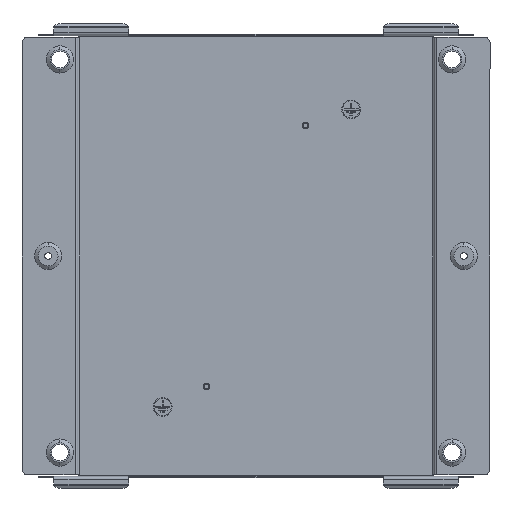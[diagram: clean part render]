
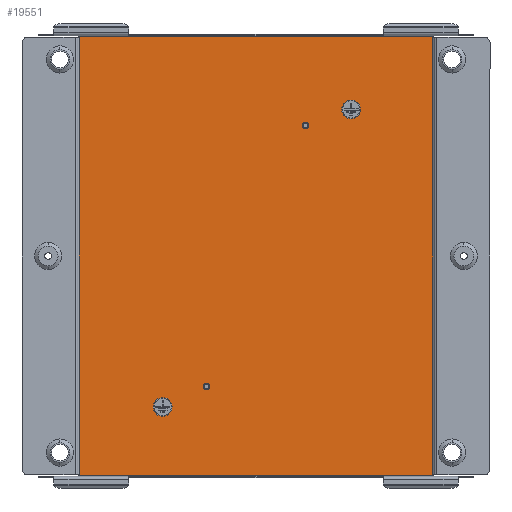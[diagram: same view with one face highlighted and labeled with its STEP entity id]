
A CAD part, front view. The second image highlights one B-rep face of the part: STEP entity #19551.
In plain terms, the highlighted planar face has unit normal (0, -1, 0).
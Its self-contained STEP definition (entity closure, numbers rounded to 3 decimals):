
#626 = DIRECTION ( 'NONE',  ( 0., 0., -1. ) ) ;
#793 = LINE ( 'NONE', #7754, #4080 ) ;
#913 = DIRECTION ( 'NONE',  ( 1., 0., 0. ) ) ;
#1074 = LINE ( 'NONE', #13222, #12555 ) ;
#3155 = EDGE_CURVE ( 'NONE', #6891, #15945, #8224, .T. ) ;
#4080 = VECTOR ( 'NONE', #913, 1000. ) ;
#4371 = CARTESIAN_POINT ( 'NONE',  ( 0., -1.5, 0. ) ) ;
#5693 = VECTOR ( 'NONE', #626, 1000. ) ;
#6891 = VERTEX_POINT ( 'NONE', #17944 ) ;
#6997 = VERTEX_POINT ( 'NONE', #11370 ) ;
#7395 = ORIENTED_EDGE ( 'NONE', *, *, #3155, .F. ) ;
#7419 = CARTESIAN_POINT ( 'NONE',  ( -188.75, -1.5, 234. ) ) ;
#7754 = CARTESIAN_POINT ( 'NONE',  ( -188.75, -1.5, 234. ) ) ;
#8224 = LINE ( 'NONE', #20787, #21881 ) ;
#8517 = CARTESIAN_POINT ( 'NONE',  ( 188.75, -1.5, -234. ) ) ;
#9530 = ORIENTED_EDGE ( 'NONE', *, *, #13575, .F. ) ;
#9881 = DIRECTION ( 'NONE',  ( -1., 0., 0. ) ) ;
#9887 = CARTESIAN_POINT ( 'NONE',  ( 188.75, -1.5, 237. ) ) ;
#11370 = CARTESIAN_POINT ( 'NONE',  ( 188.75, -1.5, 234. ) ) ;
#11624 = LINE ( 'NONE', #9887, #5693 ) ;
#12023 = VERTEX_POINT ( 'NONE', #8517 ) ;
#12555 = VECTOR ( 'NONE', #9881, 1000. ) ;
#12731 = EDGE_CURVE ( 'NONE', #12023, #6891, #1074, .T. ) ;
#13222 = CARTESIAN_POINT ( 'NONE',  ( 188.75, -1.5, -234. ) ) ;
#13575 = EDGE_CURVE ( 'NONE', #15945, #6997, #793, .T. ) ;
#13700 = ORIENTED_EDGE ( 'NONE', *, *, #12731, .F. ) ;
#14764 = FACE_OUTER_BOUND ( 'NONE', #18711, .T. ) ;
#15249 = DIRECTION ( 'NONE',  ( 0., 0., 1. ) ) ;
#15945 = VERTEX_POINT ( 'NONE', #7419 ) ;
#16196 = ORIENTED_EDGE ( 'NONE', *, *, #21929, .F. ) ;
#16434 = AXIS2_PLACEMENT_3D ( 'NONE', #4371, #21806, #20087 ) ;
#16629 = PLANE ( 'NONE',  #16434 ) ;
#17944 = CARTESIAN_POINT ( 'NONE',  ( -188.75, -1.5, -234. ) ) ;
#18711 = EDGE_LOOP ( 'NONE', ( #7395, #13700, #16196, #9530 ) ) ;
#19551 = ADVANCED_FACE ( 'NONE', ( #14764 ), #16629, .T. ) ;
#20087 = DIRECTION ( 'NONE',  ( 0., 0., -1. ) ) ;
#20787 = CARTESIAN_POINT ( 'NONE',  ( -188.75, -1.5, -237. ) ) ;
#21806 = DIRECTION ( 'NONE',  ( 0., -1., 0. ) ) ;
#21881 = VECTOR ( 'NONE', #15249, 1000. ) ;
#21929 = EDGE_CURVE ( 'NONE', #6997, #12023, #11624, .T. ) ;
